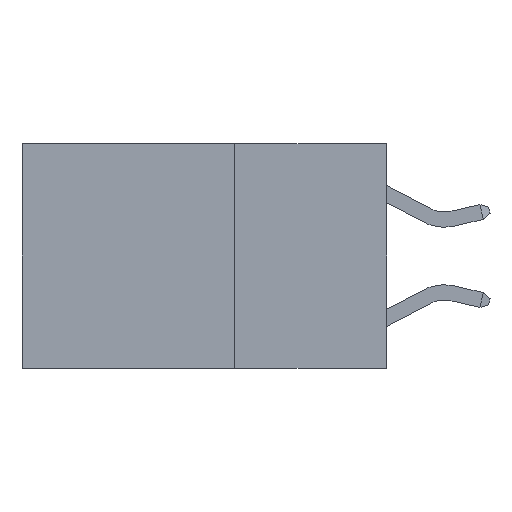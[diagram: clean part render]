
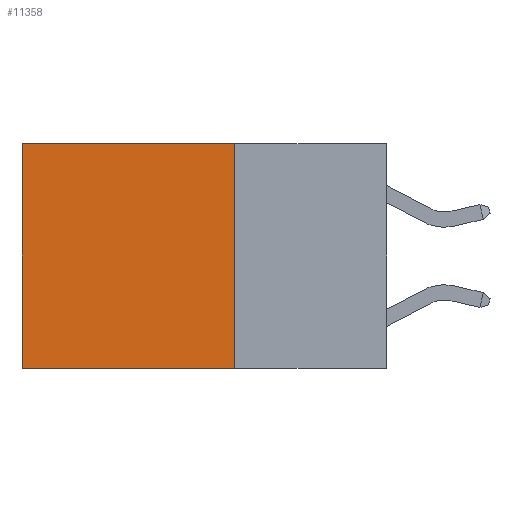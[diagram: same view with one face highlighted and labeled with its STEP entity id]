
A CAD part, left-side view. The second image highlights one B-rep face of the part: STEP entity #11358.
In plain terms, the highlighted planar face has unit normal (-1, 0, 0).
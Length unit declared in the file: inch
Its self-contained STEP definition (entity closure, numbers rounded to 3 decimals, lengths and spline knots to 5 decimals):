
#1105 = ORIENTED_EDGE ( 'NONE', *, *, #12024, .F. ) ;
#1412 = LINE ( 'NONE', #14986, #10714 ) ;
#2287 = CARTESIAN_POINT ( 'NONE',  ( 0.2625, 0.6, -0.37 ) ) ;
#2342 = LINE ( 'NONE', #14515, #10589 ) ;
#2791 = EDGE_CURVE ( 'NONE', #5285, #10223, #21895, .T. ) ;
#3967 = CARTESIAN_POINT ( 'NONE',  ( 0.2625, 0.25, 0. ) ) ;
#5285 = VERTEX_POINT ( 'NONE', #21293 ) ;
#7880 = ORIENTED_EDGE ( 'NONE', *, *, #19013, .T. ) ;
#8393 = FACE_OUTER_BOUND ( 'NONE', #19709, .T. ) ;
#9083 = LINE ( 'NONE', #13185, #22441 ) ;
#9125 = CARTESIAN_POINT ( 'NONE',  ( 0.2625, 0.6, 0. ) ) ;
#10223 = VERTEX_POINT ( 'NONE', #9125 ) ;
#10589 = VECTOR ( 'NONE', #14012, 39.37008 ) ;
#10714 = VECTOR ( 'NONE', #13070, 39.37008 ) ;
#11358 = ADVANCED_FACE ( 'NONE', ( #8393 ), #21958, .F. ) ;
#12024 = EDGE_CURVE ( 'NONE', #5285, #17369, #1412, .T. ) ;
#12484 = DIRECTION ( 'NONE',  ( 0., 0., -1. ) ) ;
#13049 = CARTESIAN_POINT ( 'NONE',  ( 0.2625, 0.25, -0.37 ) ) ;
#13070 = DIRECTION ( 'NONE',  ( 0., 0., -1. ) ) ;
#13185 = CARTESIAN_POINT ( 'NONE',  ( 0.2625, 0.6, 0. ) ) ;
#14012 = DIRECTION ( 'NONE',  ( 0., 1., 0. ) ) ;
#14140 = ORIENTED_EDGE ( 'NONE', *, *, #2791, .T. ) ;
#14515 = CARTESIAN_POINT ( 'NONE',  ( 0.2625, 0.25, -0.37 ) ) ;
#14986 = CARTESIAN_POINT ( 'NONE',  ( 0.2625, 0.25, 0. ) ) ;
#15096 = DIRECTION ( 'NONE',  ( 0., 0., -1. ) ) ;
#16426 = AXIS2_PLACEMENT_3D ( 'NONE', #20039, #23865, #12484 ) ;
#17178 = VERTEX_POINT ( 'NONE', #2287 ) ;
#17369 = VERTEX_POINT ( 'NONE', #13049 ) ;
#18168 = EDGE_CURVE ( 'NONE', #17369, #17178, #2342, .T. ) ;
#19013 = EDGE_CURVE ( 'NONE', #10223, #17178, #9083, .T. ) ;
#19587 = DIRECTION ( 'NONE',  ( 0., 1., 0. ) ) ;
#19709 = EDGE_LOOP ( 'NONE', ( #7880, #24276, #1105, #14140 ) ) ;
#20039 = CARTESIAN_POINT ( 'NONE',  ( 0.2625, 0.25, 0. ) ) ;
#21293 = CARTESIAN_POINT ( 'NONE',  ( 0.2625, 0.25, 0. ) ) ;
#21895 = LINE ( 'NONE', #3967, #23819 ) ;
#21958 = PLANE ( 'NONE',  #16426 ) ;
#22441 = VECTOR ( 'NONE', #15096, 39.37008 ) ;
#23819 = VECTOR ( 'NONE', #19587, 39.37008 ) ;
#23865 = DIRECTION ( 'NONE',  ( 1., 0., 0. ) ) ;
#24276 = ORIENTED_EDGE ( 'NONE', *, *, #18168, .F. ) ;
